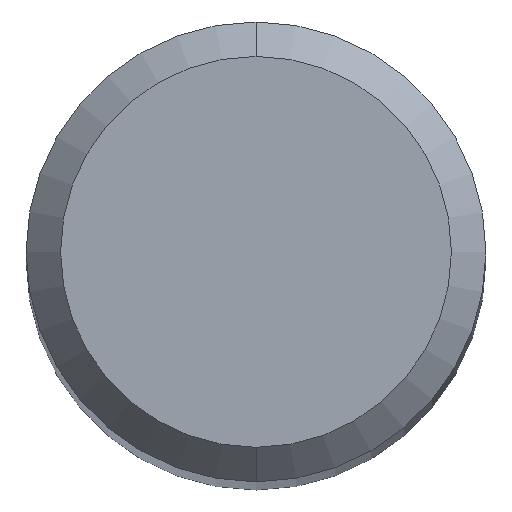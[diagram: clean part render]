
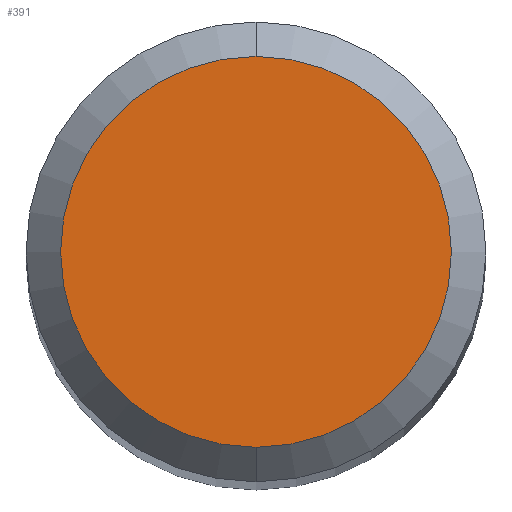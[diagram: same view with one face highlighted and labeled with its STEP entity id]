
A CAD part, top view. The second image highlights one B-rep face of the part: STEP entity #391.
In plain terms, the highlighted planar face has unit normal (0, 0, 1).
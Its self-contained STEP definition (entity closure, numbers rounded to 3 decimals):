
#227=EDGE_CURVE('',#263,#365,#547,.T.);
#259=EDGE_CURVE('',#365,#263,#580,.T.);
#263=VERTEX_POINT('',#584);
#365=VERTEX_POINT('',#700);
#391=ADVANCED_FACE('',(#731),#732,.T.);
#547=CIRCLE('',#914,1.7);
#580=CIRCLE('',#1013,1.7);
#584=CARTESIAN_POINT('',(0.0,1.7,0.0));
#700=CARTESIAN_POINT('',(0.,-1.7,0.0));
#731=FACE_OUTER_BOUND('',#1308,.T.);
#732=PLANE('',#1309);
#914=AXIS2_PLACEMENT_3D('',#1533,#1534,#1535);
#1013=AXIS2_PLACEMENT_3D('',#1559,#1560,#1561);
#1308=EDGE_LOOP('',(#1771,#1772));
#1309=AXIS2_PLACEMENT_3D('',#1773,#1774,#1775);
#1533=CARTESIAN_POINT('',(0.0,0.0,0.0));
#1534=DIRECTION('',(0.0,0.0,-1.0));
#1535=DIRECTION('',(0.0,1.0,0.0));
#1559=CARTESIAN_POINT('',(0.0,0.0,0.0));
#1560=DIRECTION('',(0.0,0.0,-1.0));
#1561=DIRECTION('',(0.0,1.0,0.0));
#1771=ORIENTED_EDGE('',*,*,#227,.F.);
#1772=ORIENTED_EDGE('',*,*,#259,.F.);
#1773=CARTESIAN_POINT('',(0.0,0.85,0.0));
#1774=DIRECTION('',(-0.0,0.0,1.0));
#1775=DIRECTION('',(0.0,-1.0,0.0));
